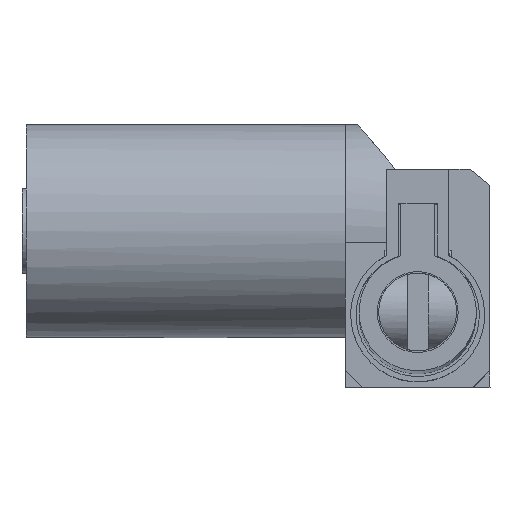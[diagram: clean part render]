
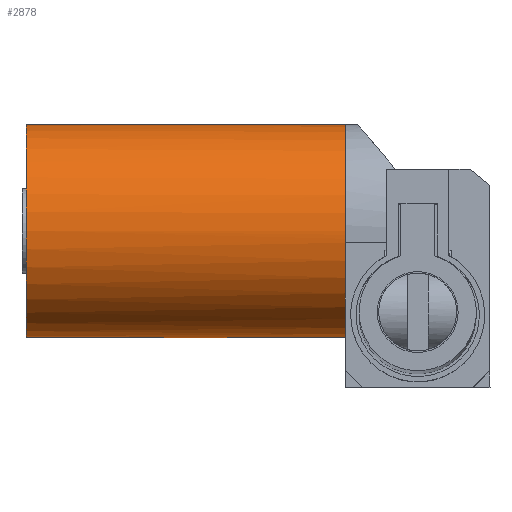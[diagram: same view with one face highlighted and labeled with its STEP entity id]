
A CAD part, top view. The second image highlights one B-rep face of the part: STEP entity #2878.
In plain terms, the highlighted cylindrical face has radius 31.879 mm (diameter 63.757 mm), a full revolution.
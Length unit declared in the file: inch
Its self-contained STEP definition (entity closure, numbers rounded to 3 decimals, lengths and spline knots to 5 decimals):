
#267=FACE_OUTER_BOUND('',#455,.T.);
#455=EDGE_LOOP('',(#2232,#2233,#2234,#2235,#2236,#2237,#2238,#2239,#2240));
#681=LINE('',#4577,#967);
#688=LINE('',#4599,#974);
#689=LINE('',#4602,#975);
#967=VECTOR('',#3584,0.0025);
#974=VECTOR('',#3607,1.25506);
#975=VECTOR('',#3610,0.0025);
#1190=CIRCLE('',#3091,1.25506);
#1195=CIRCLE('',#3103,1.25506);
#1196=CIRCLE('',#3104,1.25506);
#1199=CIRCLE('',#3113,1.25506);
#1200=CIRCLE('',#3114,1.25506);
#1339=VERTEX_POINT('',#4509);
#1343=VERTEX_POINT('',#4528);
#1358=VERTEX_POINT('',#4570);
#1359=VERTEX_POINT('',#4572);
#1360=VERTEX_POINT('',#4576);
#1367=VERTEX_POINT('',#4597);
#1368=VERTEX_POINT('',#4600);
#1655=EDGE_CURVE('',#1339,#1343,#1190,.T.);
#1676=EDGE_CURVE('',#1358,#1359,#1195,.T.);
#1677=EDGE_CURVE('',#1359,#1339,#1196,.T.);
#1678=EDGE_CURVE('',#1360,#1358,#681,.T.);
#1687=EDGE_CURVE('',#1367,#1367,#1199,.T.);
#1688=EDGE_CURVE('',#1367,#1359,#688,.T.);
#1689=EDGE_CURVE('',#1368,#1360,#1200,.T.);
#1690=EDGE_CURVE('',#1343,#1368,#689,.T.);
#2232=ORIENTED_EDGE('',*,*,#1687,.F.);
#2233=ORIENTED_EDGE('',*,*,#1688,.T.);
#2234=ORIENTED_EDGE('',*,*,#1676,.F.);
#2235=ORIENTED_EDGE('',*,*,#1678,.F.);
#2236=ORIENTED_EDGE('',*,*,#1689,.F.);
#2237=ORIENTED_EDGE('',*,*,#1690,.F.);
#2238=ORIENTED_EDGE('',*,*,#1655,.F.);
#2239=ORIENTED_EDGE('',*,*,#1677,.F.);
#2240=ORIENTED_EDGE('',*,*,#1688,.F.);
#2800=CYLINDRICAL_SURFACE('',#3112,1.25506);
#2878=ADVANCED_FACE('',(#267),#2800,.T.);
#3091=AXIS2_PLACEMENT_3D('',#4529,#3538,#3539);
#3103=AXIS2_PLACEMENT_3D('',#4573,#3578,#3579);
#3104=AXIS2_PLACEMENT_3D('',#4574,#3580,#3581);
#3112=AXIS2_PLACEMENT_3D('',#4596,#3603,#3604);
#3113=AXIS2_PLACEMENT_3D('',#4598,#3605,#3606);
#3114=AXIS2_PLACEMENT_3D('',#4601,#3608,#3609);
#3538=DIRECTION('center_axis',(1.,0.,0.));
#3539=DIRECTION('ref_axis',(0.,0.,-1.));
#3578=DIRECTION('center_axis',(1.,0.,0.));
#3579=DIRECTION('ref_axis',(0.,0.,-1.));
#3580=DIRECTION('center_axis',(1.,0.,0.));
#3581=DIRECTION('ref_axis',(0.,0.,-1.));
#3584=DIRECTION('',(1.,0.,0.));
#3603=DIRECTION('center_axis',(-1.,0.,0.));
#3604=DIRECTION('ref_axis',(0.,0.,-1.));
#3605=DIRECTION('center_axis',(-1.,0.,0.));
#3606=DIRECTION('ref_axis',(0.,0.,-1.));
#3607=DIRECTION('',(1.,0.,0.));
#3608=DIRECTION('center_axis',(1.,0.,0.));
#3609=DIRECTION('ref_axis',(0.,0.,-1.));
#3610=DIRECTION('',(-1.,0.,0.));
#4509=CARTESIAN_POINT('',(-0.85,0.85,-0.07803));
#4528=CARTESIAN_POINT('',(-0.85,0.85,-2.57237));
#4529=CARTESIAN_POINT('Origin',(-0.85,0.99055,-1.3252));
#4570=CARTESIAN_POINT('',(-0.85,1.51736,-2.46435));
#4572=CARTESIAN_POINT('',(-0.85,0.99055,-0.07013));
#4573=CARTESIAN_POINT('Origin',(-0.85,0.99055,-1.3252));
#4574=CARTESIAN_POINT('Origin',(-0.85,0.99055,-1.3252));
#4576=CARTESIAN_POINT('',(-0.8525,1.51736,-2.46435));
#4577=CARTESIAN_POINT('',(-0.85,1.51736,-2.46435));
#4596=CARTESIAN_POINT('Origin',(-0.85,0.99055,-1.3252));
#4597=CARTESIAN_POINT('',(-4.6,0.99055,-0.07013));
#4598=CARTESIAN_POINT('Origin',(-4.6,0.99055,-1.3252));
#4599=CARTESIAN_POINT('',(-0.85,0.99055,-0.07013));
#4600=CARTESIAN_POINT('',(-0.8525,0.85,-2.57237));
#4601=CARTESIAN_POINT('Origin',(-0.8525,0.99055,-1.3252));
#4602=CARTESIAN_POINT('',(-0.85,0.85,-2.57237));
